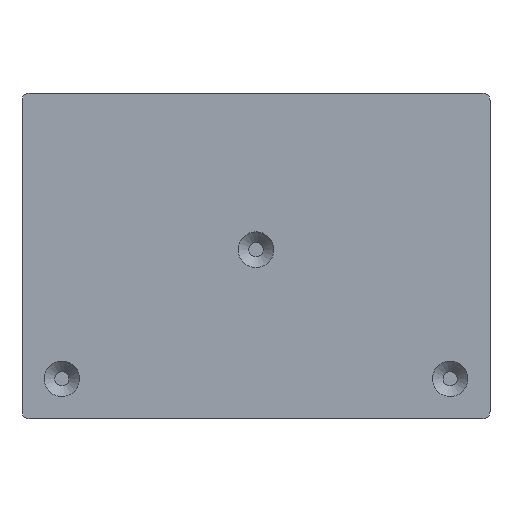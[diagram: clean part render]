
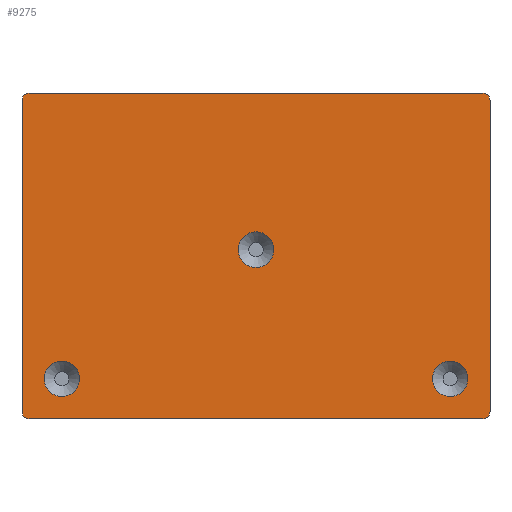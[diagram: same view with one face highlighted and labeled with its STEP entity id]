
A CAD part, front view. The second image highlights one B-rep face of the part: STEP entity #9275.
In plain terms, the highlighted planar face has unit normal (0, -1, 0).
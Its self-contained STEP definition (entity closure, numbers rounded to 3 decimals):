
#47=CIRCLE('',#9754,2.5);
#49=CIRCLE('',#9757,1.);
#50=CIRCLE('',#9758,1.);
#51=CIRCLE('',#9759,1.);
#52=CIRCLE('',#9760,1.);
#53=CIRCLE('',#9761,2.5);
#54=CIRCLE('',#9762,2.5);
#167=FACE_BOUND('',#1032,.T.);
#168=FACE_BOUND('',#1033,.T.);
#169=FACE_BOUND('',#1034,.T.);
#546=FACE_OUTER_BOUND('',#1031,.T.);
#1031=EDGE_LOOP('',(#7978,#7979,#7980,#7981,#7982,#7983,#7984,#7985));
#1032=EDGE_LOOP('',(#7986));
#1033=EDGE_LOOP('',(#7987));
#1034=EDGE_LOOP('',(#7988));
#2224=LINE('',#14440,#3461);
#2225=LINE('',#14444,#3462);
#2226=LINE('',#14448,#3463);
#2227=LINE('',#14451,#3464);
#3461=VECTOR('',#11744,10.);
#3462=VECTOR('',#11747,10.);
#3463=VECTOR('',#11750,10.);
#3464=VECTOR('',#11753,10.);
#4341=VERTEX_POINT('',#14430);
#4343=VERTEX_POINT('',#14436);
#4344=VERTEX_POINT('',#14437);
#4345=VERTEX_POINT('',#14439);
#4346=VERTEX_POINT('',#14441);
#4347=VERTEX_POINT('',#14443);
#4348=VERTEX_POINT('',#14445);
#4349=VERTEX_POINT('',#14447);
#4350=VERTEX_POINT('',#14449);
#4351=VERTEX_POINT('',#14452);
#4352=VERTEX_POINT('',#14454);
#5580=EDGE_CURVE('',#4341,#4341,#47,.T.);
#5583=EDGE_CURVE('',#4343,#4344,#49,.T.);
#5584=EDGE_CURVE('',#4343,#4345,#2224,.T.);
#5585=EDGE_CURVE('',#4346,#4345,#50,.T.);
#5586=EDGE_CURVE('',#4346,#4347,#2225,.T.);
#5587=EDGE_CURVE('',#4348,#4347,#51,.T.);
#5588=EDGE_CURVE('',#4348,#4349,#2226,.T.);
#5589=EDGE_CURVE('',#4350,#4349,#52,.T.);
#5590=EDGE_CURVE('',#4350,#4344,#2227,.T.);
#5591=EDGE_CURVE('',#4351,#4351,#53,.T.);
#5592=EDGE_CURVE('',#4352,#4352,#54,.T.);
#7978=ORIENTED_EDGE('',*,*,#5583,.F.);
#7979=ORIENTED_EDGE('',*,*,#5584,.T.);
#7980=ORIENTED_EDGE('',*,*,#5585,.F.);
#7981=ORIENTED_EDGE('',*,*,#5586,.T.);
#7982=ORIENTED_EDGE('',*,*,#5587,.F.);
#7983=ORIENTED_EDGE('',*,*,#5588,.T.);
#7984=ORIENTED_EDGE('',*,*,#5589,.F.);
#7985=ORIENTED_EDGE('',*,*,#5590,.T.);
#7986=ORIENTED_EDGE('',*,*,#5591,.F.);
#7987=ORIENTED_EDGE('',*,*,#5592,.F.);
#7988=ORIENTED_EDGE('',*,*,#5580,.F.);
#8848=PLANE('',#9756);
#9275=ADVANCED_FACE('',(#546,#167,#168,#169),#8848,.T.);
#9754=AXIS2_PLACEMENT_3D('',#14431,#11735,#11736);
#9756=AXIS2_PLACEMENT_3D('',#14435,#11740,#11741);
#9757=AXIS2_PLACEMENT_3D('',#14438,#11742,#11743);
#9758=AXIS2_PLACEMENT_3D('',#14442,#11745,#11746);
#9759=AXIS2_PLACEMENT_3D('',#14446,#11748,#11749);
#9760=AXIS2_PLACEMENT_3D('',#14450,#11751,#11752);
#9761=AXIS2_PLACEMENT_3D('',#14453,#11754,#11755);
#9762=AXIS2_PLACEMENT_3D('',#14455,#11756,#11757);
#11735=DIRECTION('center_axis',(0.,-1.,0.));
#11736=DIRECTION('ref_axis',(1.,0.,0.));
#11740=DIRECTION('center_axis',(0.,-1.,0.));
#11741=DIRECTION('ref_axis',(0.,0.,-1.));
#11742=DIRECTION('center_axis',(0.,1.,0.));
#11743=DIRECTION('ref_axis',(0.707,0.,0.707));
#11744=DIRECTION('',(-1.,0.,0.));
#11745=DIRECTION('center_axis',(0.,1.,0.));
#11746=DIRECTION('ref_axis',(-0.707,0.,0.707));
#11747=DIRECTION('',(0.,0.,-1.));
#11748=DIRECTION('center_axis',(0.,1.,0.));
#11749=DIRECTION('ref_axis',(-0.707,0.,-0.707));
#11750=DIRECTION('',(1.,0.,0.));
#11751=DIRECTION('center_axis',(0.,1.,0.));
#11752=DIRECTION('ref_axis',(0.707,0.,-0.707));
#11753=DIRECTION('',(0.,0.,1.));
#11754=DIRECTION('center_axis',(0.,-1.,0.));
#11755=DIRECTION('ref_axis',(1.,0.,0.));
#11756=DIRECTION('center_axis',(0.,-1.,0.));
#11757=DIRECTION('ref_axis',(1.,0.,0.));
#14430=CARTESIAN_POINT('',(187.619,-5.,67.691));
#14431=CARTESIAN_POINT('Origin',(190.119,-5.,67.691));
#14435=CARTESIAN_POINT('Origin',(162.814,-5.,84.963));
#14436=CARTESIAN_POINT('',(194.726,-5.,107.842));
#14437=CARTESIAN_POINT('',(195.726,-5.,106.842));
#14438=CARTESIAN_POINT('Origin',(194.726,-5.,106.842));
#14439=CARTESIAN_POINT('',(130.902,-5.,107.842));
#14440=CARTESIAN_POINT('',(195.726,-5.,107.842));
#14441=CARTESIAN_POINT('',(129.902,-5.,106.842));
#14442=CARTESIAN_POINT('Origin',(130.902,-5.,106.842));
#14443=CARTESIAN_POINT('',(129.902,-5.,63.084));
#14444=CARTESIAN_POINT('',(129.902,-5.,107.842));
#14445=CARTESIAN_POINT('',(130.902,-5.,62.084));
#14446=CARTESIAN_POINT('Origin',(130.902,-5.,63.084));
#14447=CARTESIAN_POINT('',(194.726,-5.,62.084));
#14448=CARTESIAN_POINT('',(129.902,-5.,62.084));
#14449=CARTESIAN_POINT('',(195.726,-5.,63.084));
#14450=CARTESIAN_POINT('Origin',(194.726,-5.,63.084));
#14451=CARTESIAN_POINT('',(195.726,-5.,62.084));
#14452=CARTESIAN_POINT('',(133.009,-5.,67.691));
#14453=CARTESIAN_POINT('Origin',(135.509,-5.,67.691));
#14454=CARTESIAN_POINT('',(160.314,-5.,85.852));
#14455=CARTESIAN_POINT('Origin',(162.814,-5.,85.852));
